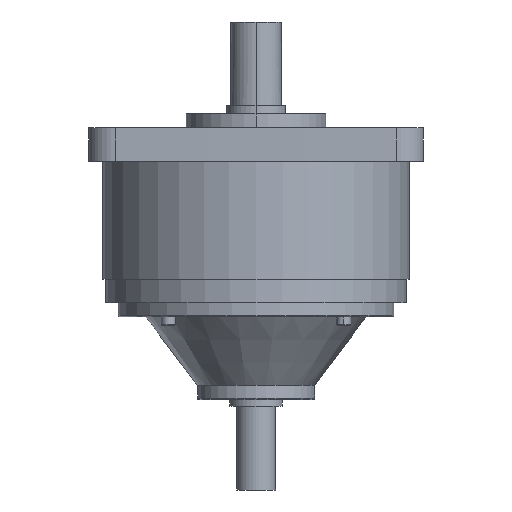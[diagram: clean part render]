
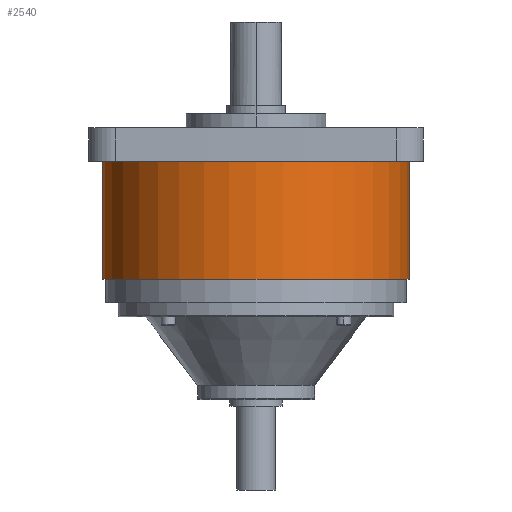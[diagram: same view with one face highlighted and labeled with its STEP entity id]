
A CAD part, front view. The second image highlights one B-rep face of the part: STEP entity #2540.
In plain terms, the highlighted cylindrical face has radius 55 mm (diameter 110 mm), a partial arc.
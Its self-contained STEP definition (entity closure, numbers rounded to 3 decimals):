
#75 = DIRECTION ( 'NONE',  ( 1., 0., 0. ) ) ;
#104 = EDGE_CURVE ( 'NONE', #1648, #703, #1603, .T. ) ;
#105 = EDGE_LOOP ( 'NONE', ( #2291, #3256, #1108, #812 ) ) ;
#109 = EDGE_CURVE ( 'NONE', #703, #1045, #2529, .T. ) ;
#403 = CARTESIAN_POINT ( 'NONE',  ( 55., -16., -54.4 ) ) ;
#510 = DIRECTION ( 'NONE',  ( 0., 0., 1. ) ) ;
#572 = CYLINDRICAL_SURFACE ( 'NONE', #1321, 55. ) ;
#703 = VERTEX_POINT ( 'NONE', #403 ) ;
#812 = ORIENTED_EDGE ( 'NONE', *, *, #1548, .F. ) ;
#1045 = VERTEX_POINT ( 'NONE', #2634 ) ;
#1108 = ORIENTED_EDGE ( 'NONE', *, *, #109, .T. ) ;
#1282 = DIRECTION ( 'NONE',  ( 0., 0., 1. ) ) ;
#1321 = AXIS2_PLACEMENT_3D ( 'NONE', #1954, #510, #3570 ) ;
#1324 = DIRECTION ( 'NONE',  ( 0., 0., 1. ) ) ;
#1337 = CARTESIAN_POINT ( 'NONE',  ( 55., -16., -12. ) ) ;
#1492 = LINE ( 'NONE', #3350, #1851 ) ;
#1548 = EDGE_CURVE ( 'NONE', #3515, #1045, #3033, .T. ) ;
#1603 = CIRCLE ( 'NONE', #1946, 55. ) ;
#1648 = VERTEX_POINT ( 'NONE', #1846 ) ;
#1846 = CARTESIAN_POINT ( 'NONE',  ( -55., -16., -54.4 ) ) ;
#1851 = VECTOR ( 'NONE', #3305, 1000. ) ;
#1946 = AXIS2_PLACEMENT_3D ( 'NONE', #3015, #1324, #2689 ) ;
#1954 = CARTESIAN_POINT ( 'NONE',  ( 0., -16., -12. ) ) ;
#2063 = AXIS2_PLACEMENT_3D ( 'NONE', #2314, #2300, #75 ) ;
#2219 = VECTOR ( 'NONE', #1282, 1000. ) ;
#2291 = ORIENTED_EDGE ( 'NONE', *, *, #3573, .F. ) ;
#2300 = DIRECTION ( 'NONE',  ( 0., 0., 1. ) ) ;
#2314 = CARTESIAN_POINT ( 'NONE',  ( 0., -16., -12. ) ) ;
#2529 = LINE ( 'NONE', #1337, #2219 ) ;
#2540 = ADVANCED_FACE ( 'NONE', ( #3533 ), #572, .T. ) ;
#2543 = CARTESIAN_POINT ( 'NONE',  ( -55., -16., -12. ) ) ;
#2634 = CARTESIAN_POINT ( 'NONE',  ( 55., -16., -12. ) ) ;
#2689 = DIRECTION ( 'NONE',  ( 1., 0., 0. ) ) ;
#3015 = CARTESIAN_POINT ( 'NONE',  ( 0., -16., -54.4 ) ) ;
#3033 = CIRCLE ( 'NONE', #2063, 55. ) ;
#3256 = ORIENTED_EDGE ( 'NONE', *, *, #104, .T. ) ;
#3305 = DIRECTION ( 'NONE',  ( 0., 0., 1. ) ) ;
#3350 = CARTESIAN_POINT ( 'NONE',  ( -55., -16., -12. ) ) ;
#3515 = VERTEX_POINT ( 'NONE', #2543 ) ;
#3533 = FACE_OUTER_BOUND ( 'NONE', #105, .T. ) ;
#3570 = DIRECTION ( 'NONE',  ( 1., 0., 0. ) ) ;
#3573 = EDGE_CURVE ( 'NONE', #1648, #3515, #1492, .T. ) ;
